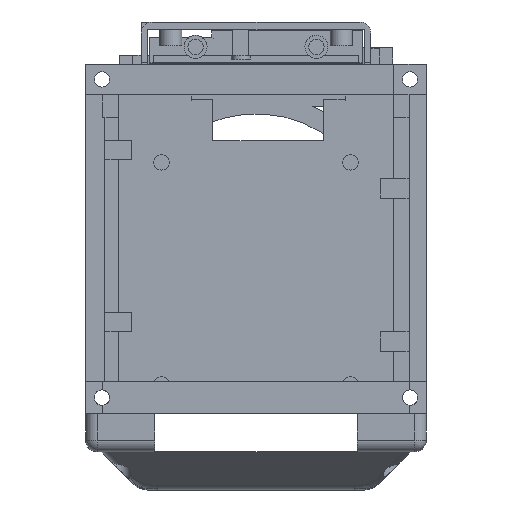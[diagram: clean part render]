
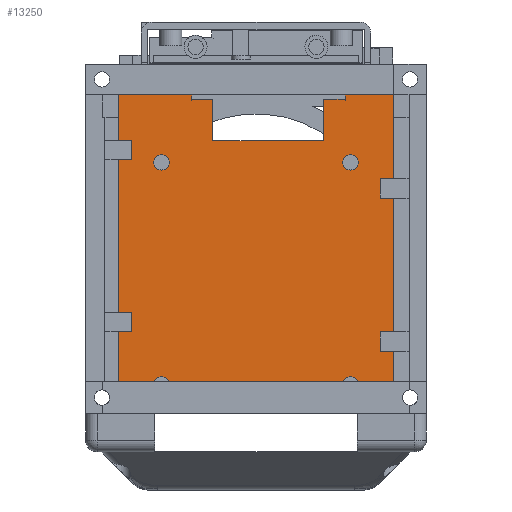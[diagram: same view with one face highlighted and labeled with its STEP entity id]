
A CAD part, front view. The second image highlights one B-rep face of the part: STEP entity #13250.
In plain terms, the highlighted planar face has unit normal (0, -1, 0).
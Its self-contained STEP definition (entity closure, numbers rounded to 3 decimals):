
#473=FACE_BOUND('',#4446,.T.);
#474=FACE_BOUND('',#4447,.T.);
#475=FACE_BOUND('',#4448,.T.);
#476=FACE_BOUND('',#4449,.T.);
#477=FACE_BOUND('',#4450,.T.);
#666=LINE('',#18802,#2199);
#667=LINE('',#18805,#2200);
#675=LINE('',#18822,#2208);
#684=LINE('',#18839,#2217);
#713=LINE('',#18895,#2246);
#716=LINE('',#18903,#2249);
#717=LINE('',#18905,#2250);
#718=LINE('',#18907,#2251);
#719=LINE('',#18908,#2252);
#720=LINE('',#18910,#2253);
#721=LINE('',#18911,#2254);
#722=LINE('',#18912,#2255);
#2199=VECTOR('',#15109,10.);
#2200=VECTOR('',#15112,10.);
#2208=VECTOR('',#15122,10.);
#2217=VECTOR('',#15133,10.);
#2246=VECTOR('',#15174,10.);
#2249=VECTOR('',#15181,10.);
#2250=VECTOR('',#15182,10.);
#2251=VECTOR('',#15183,10.);
#2252=VECTOR('',#15184,10.);
#2253=VECTOR('',#15185,10.);
#2254=VECTOR('',#15186,10.);
#2255=VECTOR('',#15187,10.);
#3720=FACE_OUTER_BOUND('',#4445,.T.);
#4445=EDGE_LOOP('',(#8943,#8944,#8945,#8946));
#4446=EDGE_LOOP('',(#8947,#8948,#8949,#8950,#8951,#8952,#8953,#8954));
#4447=EDGE_LOOP('',(#8955));
#4448=EDGE_LOOP('',(#8956));
#4449=EDGE_LOOP('',(#8957));
#4450=EDGE_LOOP('',(#8958));
#5321=CIRCLE('',#14002,2.);
#5322=CIRCLE('',#14003,2.);
#5323=CIRCLE('',#14004,2.);
#5324=CIRCLE('',#14005,2.);
#5676=VERTEX_POINT('',#18795);
#5679=VERTEX_POINT('',#18800);
#5680=VERTEX_POINT('',#18804);
#5687=VERTEX_POINT('',#18819);
#5688=VERTEX_POINT('',#18821);
#5695=VERTEX_POINT('',#18837);
#5716=VERTEX_POINT('',#18893);
#5718=VERTEX_POINT('',#18901);
#5719=VERTEX_POINT('',#18902);
#5720=VERTEX_POINT('',#18904);
#5721=VERTEX_POINT('',#18906);
#5722=VERTEX_POINT('',#18909);
#5723=VERTEX_POINT('',#18913);
#5724=VERTEX_POINT('',#18915);
#5725=VERTEX_POINT('',#18917);
#5726=VERTEX_POINT('',#18919);
#6938=EDGE_CURVE('',#5679,#5676,#666,.T.);
#6939=EDGE_CURVE('',#5680,#5676,#667,.T.);
#6947=EDGE_CURVE('',#5687,#5688,#675,.T.);
#6956=EDGE_CURVE('',#5687,#5695,#684,.T.);
#6985=EDGE_CURVE('',#5679,#5716,#713,.T.);
#6988=EDGE_CURVE('',#5718,#5719,#716,.T.);
#6989=EDGE_CURVE('',#5720,#5719,#717,.T.);
#6990=EDGE_CURVE('',#5720,#5721,#718,.T.);
#6991=EDGE_CURVE('',#5721,#5718,#719,.T.);
#6992=EDGE_CURVE('',#5716,#5722,#720,.T.);
#6993=EDGE_CURVE('',#5722,#5688,#721,.T.);
#6994=EDGE_CURVE('',#5695,#5680,#722,.T.);
#6995=EDGE_CURVE('',#5723,#5723,#5321,.T.);
#6996=EDGE_CURVE('',#5724,#5724,#5322,.T.);
#6997=EDGE_CURVE('',#5725,#5725,#5323,.T.);
#6998=EDGE_CURVE('',#5726,#5726,#5324,.T.);
#8943=ORIENTED_EDGE('',*,*,#6988,.T.);
#8944=ORIENTED_EDGE('',*,*,#6989,.F.);
#8945=ORIENTED_EDGE('',*,*,#6990,.T.);
#8946=ORIENTED_EDGE('',*,*,#6991,.T.);
#8947=ORIENTED_EDGE('',*,*,#6938,.F.);
#8948=ORIENTED_EDGE('',*,*,#6985,.T.);
#8949=ORIENTED_EDGE('',*,*,#6992,.T.);
#8950=ORIENTED_EDGE('',*,*,#6993,.T.);
#8951=ORIENTED_EDGE('',*,*,#6947,.F.);
#8952=ORIENTED_EDGE('',*,*,#6956,.T.);
#8953=ORIENTED_EDGE('',*,*,#6994,.T.);
#8954=ORIENTED_EDGE('',*,*,#6939,.T.);
#8955=ORIENTED_EDGE('',*,*,#6995,.F.);
#8956=ORIENTED_EDGE('',*,*,#6996,.F.);
#8957=ORIENTED_EDGE('',*,*,#6997,.F.);
#8958=ORIENTED_EDGE('',*,*,#6998,.F.);
#12705=PLANE('',#14001);
#13250=ADVANCED_FACE('',(#3720,#473,#474,#475,#476,#477),#12705,.F.);
#14001=AXIS2_PLACEMENT_3D('',#18900,#15179,#15180);
#14002=AXIS2_PLACEMENT_3D('',#18914,#15188,#15189);
#14003=AXIS2_PLACEMENT_3D('',#18916,#15190,#15191);
#14004=AXIS2_PLACEMENT_3D('',#18918,#15192,#15193);
#14005=AXIS2_PLACEMENT_3D('',#18920,#15194,#15195);
#15109=DIRECTION('',(1.,0.,0.));
#15112=DIRECTION('',(0.,0.,1.));
#15122=DIRECTION('',(1.,0.,0.));
#15133=DIRECTION('',(0.,0.,-1.));
#15174=DIRECTION('',(0.,0.,1.));
#15179=DIRECTION('center_axis',(0.,1.,0.));
#15180=DIRECTION('ref_axis',(1.,0.,0.));
#15181=DIRECTION('',(-1.,0.,0.));
#15182=DIRECTION('',(0.,0.,1.));
#15183=DIRECTION('',(1.,0.,0.));
#15184=DIRECTION('',(0.,0.,1.));
#15185=DIRECTION('',(1.,0.,0.));
#15186=DIRECTION('',(0.,0.,-1.));
#15187=DIRECTION('',(-1.,0.,0.));
#15188=DIRECTION('center_axis',(0.,-1.,0.));
#15189=DIRECTION('ref_axis',(1.,0.,0.));
#15190=DIRECTION('center_axis',(0.,-1.,0.));
#15191=DIRECTION('ref_axis',(1.,0.,0.));
#15192=DIRECTION('center_axis',(0.,-1.,0.));
#15193=DIRECTION('ref_axis',(1.,0.,0.));
#15194=DIRECTION('center_axis',(0.,-1.,0.));
#15195=DIRECTION('ref_axis',(1.,0.,0.));
#18795=CARTESIAN_POINT('',(-11.3,0.,34.3));
#18800=CARTESIAN_POINT('',(-16.8,0.,34.3));
#18802=CARTESIAN_POINT('',(-21.7,0.,34.3));
#18804=CARTESIAN_POINT('',(-11.3,0.,23.5));
#18805=CARTESIAN_POINT('',(-11.3,0.,11.75));
#18819=CARTESIAN_POINT('',(17.7,0.,34.3));
#18821=CARTESIAN_POINT('',(23.3,0.,34.3));
#18822=CARTESIAN_POINT('',(-21.7,0.,34.3));
#18837=CARTESIAN_POINT('',(17.7,0.,23.5));
#18839=CARTESIAN_POINT('',(17.7,0.,15.25));
#18893=CARTESIAN_POINT('',(-16.8,0.,36.3));
#18895=CARTESIAN_POINT('',(-16.8,0.,17.15));
#18900=CARTESIAN_POINT('Origin',(0.,0.,0.));
#18901=CARTESIAN_POINT('',(36.,0.,43.5));
#18902=CARTESIAN_POINT('',(-36.,0.,43.5));
#18903=CARTESIAN_POINT('',(28.,0.,43.5));
#18904=CARTESIAN_POINT('',(-36.,0.,-43.5));
#18905=CARTESIAN_POINT('',(-36.,0.,-43.5));
#18906=CARTESIAN_POINT('',(36.,0.,-43.5));
#18907=CARTESIAN_POINT('',(28.,0.,-43.5));
#18908=CARTESIAN_POINT('',(36.,0.,-43.5));
#18909=CARTESIAN_POINT('',(23.3,0.,36.3));
#18910=CARTESIAN_POINT('',(-8.4,0.,36.3));
#18911=CARTESIAN_POINT('',(23.3,0.,18.15));
#18912=CARTESIAN_POINT('',(8.85,0.,23.5));
#18913=CARTESIAN_POINT('',(22.7,0.,17.8));
#18914=CARTESIAN_POINT('Origin',(24.7,0.,17.8));
#18915=CARTESIAN_POINT('',(22.7,0.,-40.2));
#18916=CARTESIAN_POINT('Origin',(24.7,0.,-40.2));
#18917=CARTESIAN_POINT('',(-26.7,0.,-40.2));
#18918=CARTESIAN_POINT('Origin',(-24.7,0.,-40.2));
#18919=CARTESIAN_POINT('',(-26.7,0.,17.8));
#18920=CARTESIAN_POINT('Origin',(-24.7,0.,17.8));
